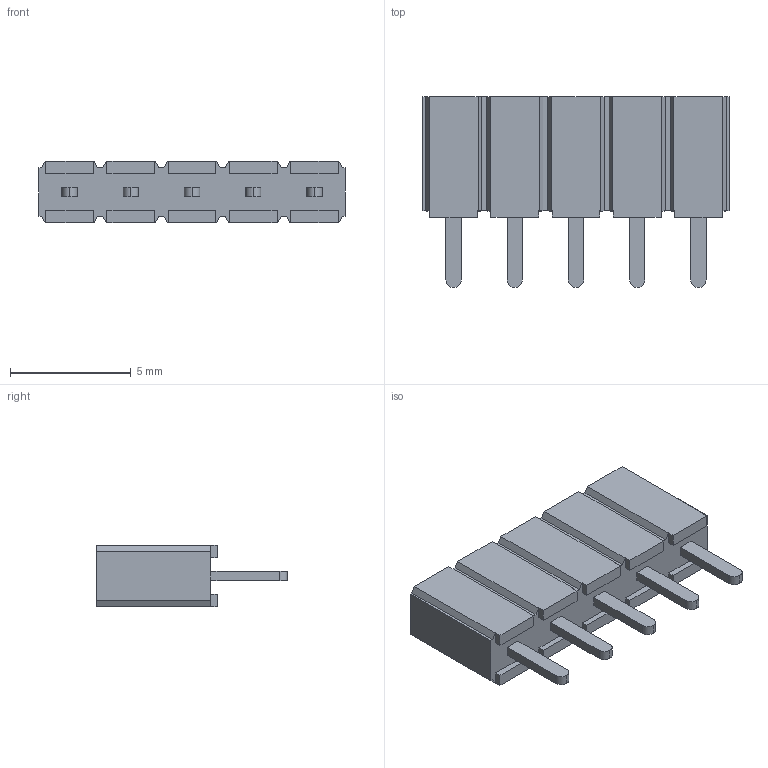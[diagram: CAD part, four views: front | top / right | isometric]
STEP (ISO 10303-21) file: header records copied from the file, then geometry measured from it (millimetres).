
FILE_DESCRIPTION (( 'STEP AP214' ), '1' );
FILE_NAME ('BG095-05-G-N-D.STEP', '2012-07-04T13:01:43', ( 'Master' ), ( '' ), 'SwSTEP 2.0', 'SolidWorks 2010', '' );
FILE_SCHEMA (( 'AUTOMOTIVE_DESIGN' ));
Length unit declared in the file: millimetre
Products named in the file (1): BG095-05-G-N-D
Bounding box: 12.7 x 7.92 x 2.54 mm (x, y, z)
Volume: 139.9 mm3; surface area: 318 mm2
Topology: 1 solids, 1 shells, 161 faces, 427 edges, 278 vertices
Faces by surface type: plane 151, cylinder 10
Entity records: 6345 total; most frequent: CARTESIAN_POINT 867, ORIENTED_EDGE 854, DIRECTION 771, EDGE_CURVE 427, VECTOR 407, LINE 407, VERTEX_POINT 278, AXIS2_PLACEMENT_3D 182
